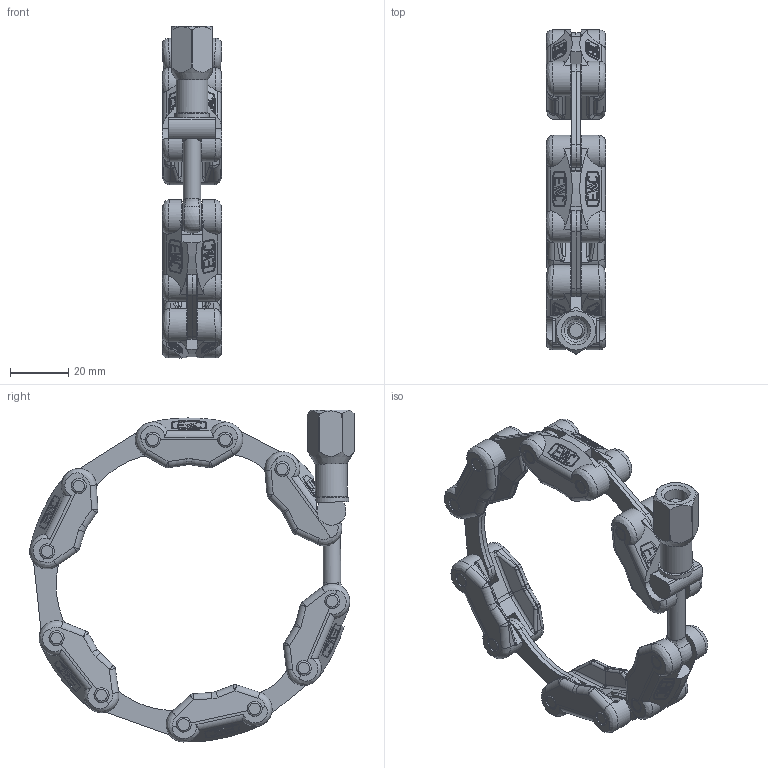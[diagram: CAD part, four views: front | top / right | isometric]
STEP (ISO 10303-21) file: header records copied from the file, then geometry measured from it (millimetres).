
FILE_DESCRIPTION(/* description */ (''),/* implementation_level */ '2;1');
FILE_NAME(/* name */ '30.063005.151.463',/* time_stamp */ '2018-07-16T15:30:32+02:00',/* author */ ('Murat Coskun Bicak'),/* organization */ ('Evac AG'),/* preprocessor_version */ 'ST-DEVELOPER v16.7',/* originating_system */ 'DEX',/* authorisation */ $);
FILE_SCHEMA (('AUTOMOTIVE_DESIGN {1 0 10303 214 3 1 1}'));
Length unit declared in the file: millimetre
Products named in the file (11): 30.063005.151.463; 03.236.201-IX; 03.236.202-IX; 03.236.203-IX; 03.030.022-IX; 03.030.030-IX; 03.020.008-IXMY; 00.1506.00-IXMY; 03.037.004-IX; 03.036.004-IX; 03.034.007-IXMY
Assembly tree (31 placements, depth 2):
  30.063005.151.463
    03.236.201-IX  x4
    03.236.202-IX
    03.236.203-IX
    03.030.022-IX  x4
    03.030.030-IX  x6
    03.020.008-IXMY  x11
    00.1506.00-IXMY
    03.037.004-IX
    03.036.004-IX
    03.034.007-IXMY
Bounding box: 20.3 x 111.68 x 114.2 mm (x, y, z)
Volume: 50296.9 mm3; surface area: 35377.1 mm2
Topology: 31 solids, 31 shells, 1478 faces, 3800 edges, 2408 vertices
Faces by surface type: plane 852, cylinder 362, bspline 230, torus 25, cone 8, sphere 1
Full cylindrical faces by diameter (mm): 4.917 x1, 5 x32, 5.1 x6, 5.2 x16, 6 x1, 6.2 x1, 6.4 x1, 8 x1, 11 x1, 12 x1
Entity records: 23028 total; most frequent: CARTESIAN_POINT 6019, ORIENTED_EDGE 3528, DIRECTION 3355, EDGE_CURVE 1764, VERTEX_POINT 1141, LINE 1123, VECTOR 1123, AXIS2_PLACEMENT_3D 1116
